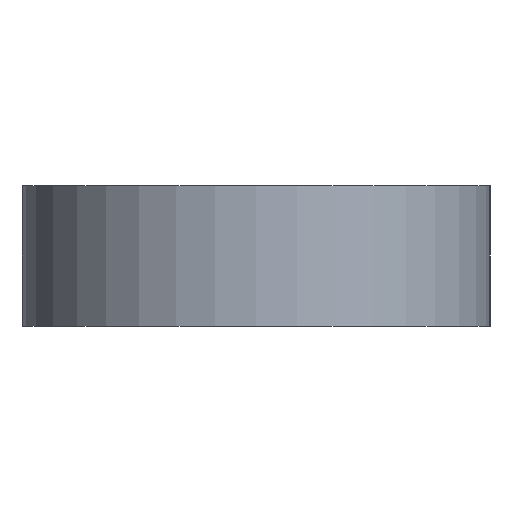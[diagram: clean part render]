
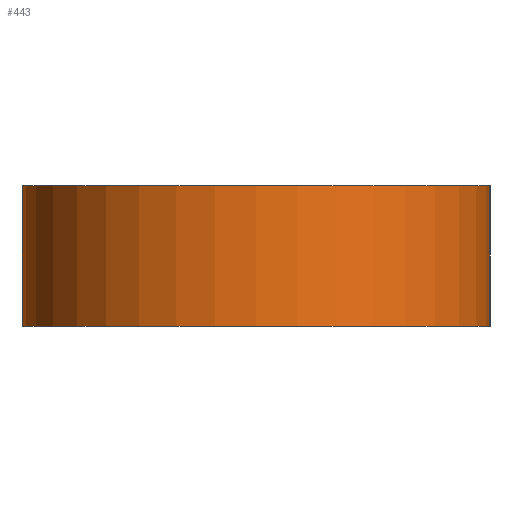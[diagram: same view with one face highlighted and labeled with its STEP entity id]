
A CAD part, left-side view. The second image highlights one B-rep face of the part: STEP entity #443.
In plain terms, the highlighted cylindrical face has radius 10 mm (diameter 20 mm), a partial arc.
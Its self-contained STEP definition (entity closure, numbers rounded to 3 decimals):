
#65=FACE_OUTER_BOUND('',#101,.T.);
#101=EDGE_LOOP('',(#375,#376,#377,#378));
#138=LINE('',#754,#161);
#139=LINE('',#757,#162);
#161=VECTOR('',#634,10.);
#162=VECTOR('',#637,10.);
#197=CIRCLE('',#508,10.);
#199=CIRCLE('',#511,10.);
#231=VERTEX_POINT('',#744);
#232=VERTEX_POINT('',#745);
#235=VERTEX_POINT('',#753);
#236=VERTEX_POINT('',#755);
#284=EDGE_CURVE('',#231,#232,#197,.T.);
#288=EDGE_CURVE('',#232,#235,#138,.T.);
#289=EDGE_CURVE('',#235,#236,#199,.T.);
#290=EDGE_CURVE('',#236,#231,#139,.T.);
#375=ORIENTED_EDGE('',*,*,#284,.T.);
#376=ORIENTED_EDGE('',*,*,#288,.T.);
#377=ORIENTED_EDGE('',*,*,#289,.T.);
#378=ORIENTED_EDGE('',*,*,#290,.T.);
#425=CYLINDRICAL_SURFACE('',#510,10.);
#443=ADVANCED_FACE('',(#65),#425,.T.);
#508=AXIS2_PLACEMENT_3D('',#746,#626,#627);
#510=AXIS2_PLACEMENT_3D('',#752,#632,#633);
#511=AXIS2_PLACEMENT_3D('',#756,#635,#636);
#626=DIRECTION('center_axis',(0.,0.,-1.));
#627=DIRECTION('ref_axis',(-0.707,0.707,0.));
#632=DIRECTION('center_axis',(0.,0.,1.));
#633=DIRECTION('ref_axis',(-0.707,-0.707,0.));
#634=DIRECTION('',(0.,0.,-1.));
#635=DIRECTION('center_axis',(0.,0.,1.));
#636=DIRECTION('ref_axis',(-0.707,-0.707,0.));
#637=DIRECTION('',(0.,0.,1.));
#744=CARTESIAN_POINT('',(10.,0.,6.));
#745=CARTESIAN_POINT('',(10.,20.,6.));
#746=CARTESIAN_POINT('Origin',(10.,10.,6.));
#752=CARTESIAN_POINT('Origin',(10.,10.,0.));
#753=CARTESIAN_POINT('',(10.,20.,0.));
#754=CARTESIAN_POINT('',(10.,20.,0.));
#755=CARTESIAN_POINT('',(10.,0.,0.));
#756=CARTESIAN_POINT('Origin',(10.,10.,0.));
#757=CARTESIAN_POINT('',(10.,0.,0.));
